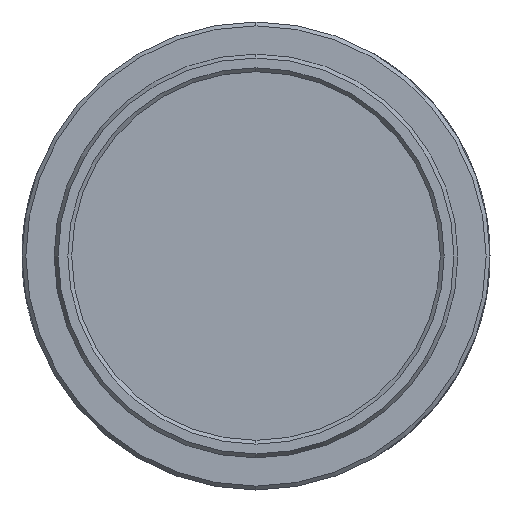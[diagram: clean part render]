
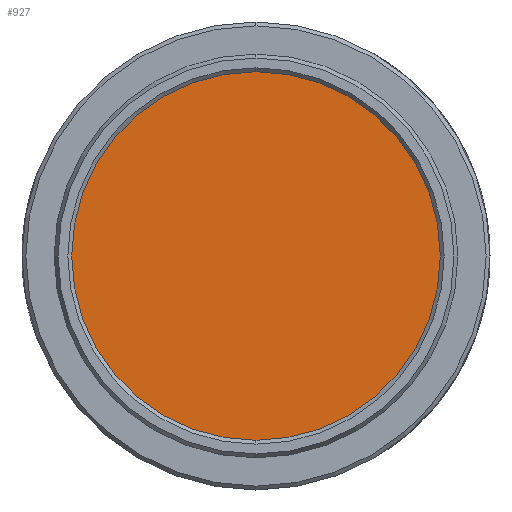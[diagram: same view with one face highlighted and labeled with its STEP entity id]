
A CAD part, left-side view. The second image highlights one B-rep face of the part: STEP entity #927.
In plain terms, the highlighted planar face has unit normal (-1, 0, 0).
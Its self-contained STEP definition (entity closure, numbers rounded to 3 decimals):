
#927 = ADVANCED_FACE ( 'NONE', ( #2802 ), #2995, .F. ) ;
#1040 = AXIS2_PLACEMENT_3D ( 'NONE', #15302, #8209, #1165 ) ;
#1165 = DIRECTION ( 'NONE',  ( 0., 0., -1. ) ) ;
#2688 = EDGE_CURVE ( 'NONE', #10335, #8685, #5968, .T. ) ;
#2802 = FACE_OUTER_BOUND ( 'NONE', #6173, .T. ) ;
#2995 = PLANE ( 'NONE',  #4788 ) ;
#4192 = DIRECTION ( 'NONE',  ( 1., 0., 0. ) ) ;
#4760 = CARTESIAN_POINT ( 'NONE',  ( -1.905, 0., 0. ) ) ;
#4788 = AXIS2_PLACEMENT_3D ( 'NONE', #10048, #4192, #12431 ) ;
#5630 = ORIENTED_EDGE ( 'NONE', *, *, #14594, .F. ) ;
#5934 = DIRECTION ( 'NONE',  ( 0., 0., -1. ) ) ;
#5968 = CIRCLE ( 'NONE', #14495, 12.559 ) ;
#6173 = EDGE_LOOP ( 'NONE', ( #12824, #5630 ) ) ;
#6845 = CARTESIAN_POINT ( 'NONE',  ( -1.905, 0., -12.559 ) ) ;
#8209 = DIRECTION ( 'NONE',  ( 1., 0., 0. ) ) ;
#8685 = VERTEX_POINT ( 'NONE', #13074 ) ;
#10048 = CARTESIAN_POINT ( 'NONE',  ( -1.905, 0., 0. ) ) ;
#10335 = VERTEX_POINT ( 'NONE', #6845 ) ;
#11222 = CIRCLE ( 'NONE', #1040, 12.559 ) ;
#12431 = DIRECTION ( 'NONE',  ( 0., 0., -1. ) ) ;
#12824 = ORIENTED_EDGE ( 'NONE', *, *, #2688, .F. ) ;
#12995 = DIRECTION ( 'NONE',  ( 1., 0., 0. ) ) ;
#13074 = CARTESIAN_POINT ( 'NONE',  ( -1.905, 0., 12.559 ) ) ;
#14495 = AXIS2_PLACEMENT_3D ( 'NONE', #4760, #12995, #5934 ) ;
#14594 = EDGE_CURVE ( 'NONE', #8685, #10335, #11222, .T. ) ;
#15302 = CARTESIAN_POINT ( 'NONE',  ( -1.905, 0., 0. ) ) ;
